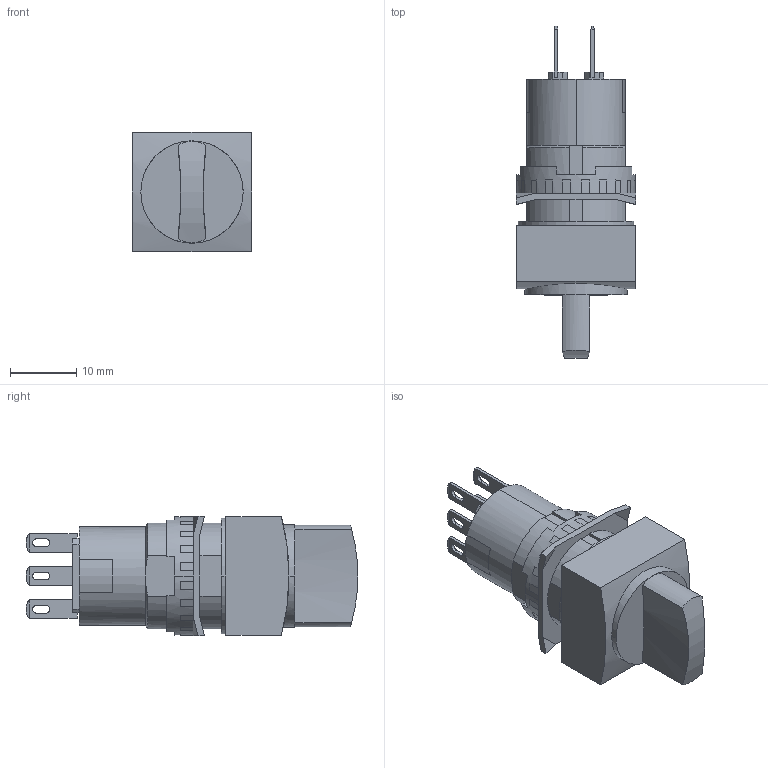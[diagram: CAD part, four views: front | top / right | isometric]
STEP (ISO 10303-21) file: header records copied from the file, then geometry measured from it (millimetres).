
FILE_DESCRIPTION(('starvars output'),'2;1');
FILE_NAME('XB6ECD222P_3D.stp','09:12:44 2020/04/08',( 'Thomas Industrial Network Germany GmbH'),( 'Thomas Industrial Network Germany GmbH'),'unknown preprocess','ACIS' ,'unknown authorization');
FILE_SCHEMA(('AUTOMOTIVE_DESIGN_CC2 {UNKNOWN IMPLEMENTATION LEVEL}'));
Length unit declared in the file: millimetre
Products named in the file (1): PRODUCT_ID_1
Bounding box: 18 x 50 x 18 mm (x, y, z)
Volume: 8156.8 mm3; surface area: 3490.8 mm2
Topology: 1 solids, 1 shells, 229 faces, 641 edges, 417 vertices
Faces by surface type: plane 167, cylinder 50, cone 12
Entity records: 8651 total; most frequent: ORIENTED_EDGE 1282, CARTESIAN_POINT 1276, DIRECTION 974, EDGE_CURVE 641, VECTOR 420, LINE 420, VERTEX_POINT 417, AXIS2_PLACEMENT_3D 277
